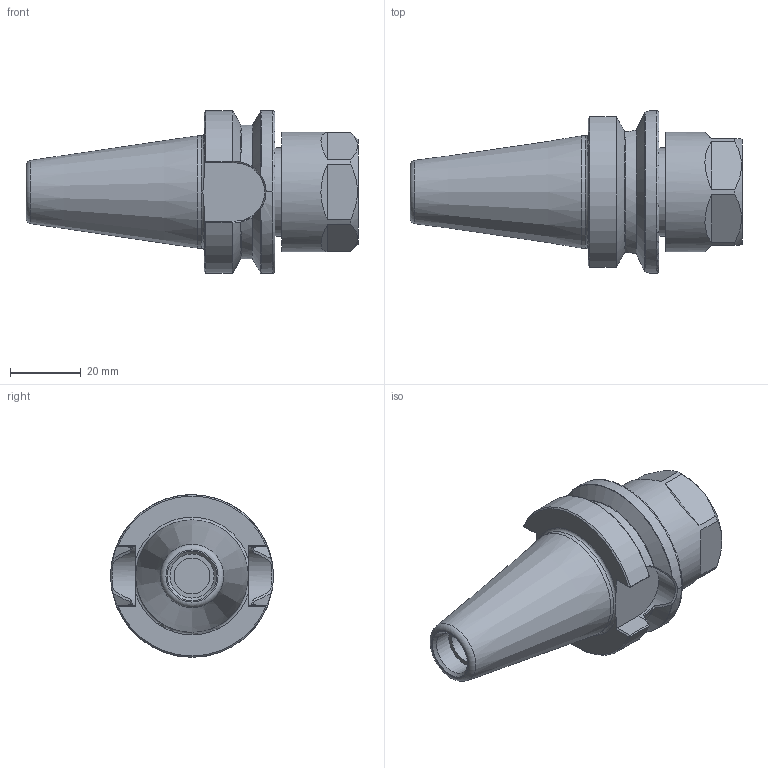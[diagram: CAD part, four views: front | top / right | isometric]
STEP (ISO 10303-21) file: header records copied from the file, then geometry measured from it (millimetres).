
FILE_DESCRIPTION((''),'2;1');
FILE_NAME('BT30 ER20-45.stp','2017-09-13T20:42:46',(''),(''),'STEP Write','Mastercam 2017 ... CNC Software, Inc.','');
FILE_SCHEMA(('AUTOMOTIVE_DESIGN'));
Length unit declared in the file: inch
Products named in the file (1): None
Bounding box: 93.89 x 46 x 46 mm (x, y, z)
Volume: 67471.5 mm3; surface area: 14644.6 mm2
Topology: 1 solids, 1 shells, 95 faces, 235 edges, 147 vertices
Faces by surface type: plane 39, bspline 23, cylinder 13, torus 11, cone 9
Full cylindrical faces by diameter (mm): 10.109 x1, 12.5 x1, 15.469 x1, 24.892 x1, 31.75 x1, 33.782 x1
Entity records: 3602 total; most frequent: CARTESIAN_POINT 1597, ORIENTED_EDGE 432, DIRECTION 288, EDGE_CURVE 216, VERTEX_POINT 140, AXIS2_PLACEMENT_3D 118, EDGE_LOOP 112, STYLED_ITEM 96
